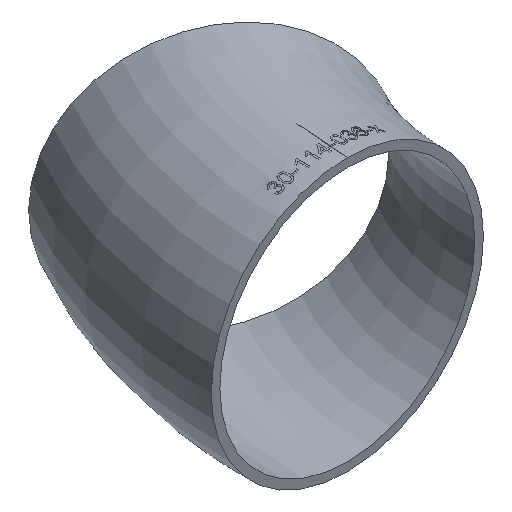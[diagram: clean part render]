
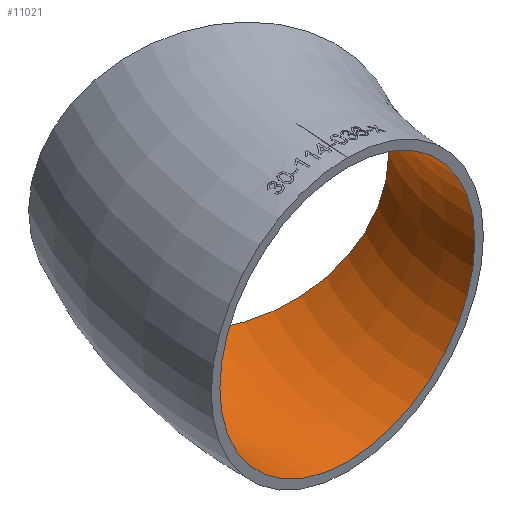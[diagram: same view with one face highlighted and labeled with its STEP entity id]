
A CAD part, isometric view. The second image highlights one B-rep face of the part: STEP entity #11021.
In plain terms, the highlighted toroidal (fillet/blend) face has major radius 152.5 mm and minor radius 53.55 mm.
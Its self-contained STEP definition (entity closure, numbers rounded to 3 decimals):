
#513 = VERTEX_POINT ( 'NONE', #7200 ) ;
#621 = DIRECTION ( 'NONE',  ( -1., 0., 0. ) ) ;
#913 = AXIS2_PLACEMENT_3D ( 'NONE', #8799, #8574, #20134 ) ;
#2158 = VERTEX_POINT ( 'NONE', #5223 ) ;
#4049 = EDGE_CURVE ( 'NONE', #2158, #2158, #11048, .T. ) ;
#5158 = EDGE_CURVE ( 'NONE', #513, #513, #6538, .T. ) ;
#5223 = CARTESIAN_POINT ( 'NONE',  ( -178.445, 103.025, 0. ) ) ;
#5861 = DIRECTION ( 'NONE',  ( 0., 1., 0. ) ) ;
#6538 = CIRCLE ( 'NONE', #11063, 53.55 ) ;
#7089 = FACE_OUTER_BOUND ( 'NONE', #12235, .T. ) ;
#7200 = CARTESIAN_POINT ( 'NONE',  ( -152.5, 0., 53.55 ) ) ;
#7296 = TOROIDAL_SURFACE ( 'NONE', #18434, 152.5, 53.55 ) ;
#8574 = DIRECTION ( 'NONE',  ( 0.5, 0.866, 0. ) ) ;
#8799 = CARTESIAN_POINT ( 'NONE',  ( -132.069, 76.25, 0. ) ) ;
#10889 = CARTESIAN_POINT ( 'NONE',  ( -152.5, 0., 0. ) ) ;
#11021 = ADVANCED_FACE ( 'NONE', ( #7089, #18967 ), #7296, .F. ) ;
#11048 = CIRCLE ( 'NONE', #913, 53.55 ) ;
#11063 = AXIS2_PLACEMENT_3D ( 'NONE', #10889, #5861, #17423 ) ;
#11132 = ORIENTED_EDGE ( 'NONE', *, *, #4049, .T. ) ;
#12235 = EDGE_LOOP ( 'NONE', ( #11132 ) ) ;
#16887 = CARTESIAN_POINT ( 'NONE',  ( 0., 0., 0. ) ) ;
#17423 = DIRECTION ( 'NONE',  ( 0., 0., 1. ) ) ;
#18434 = AXIS2_PLACEMENT_3D ( 'NONE', #16887, #18866, #621 ) ;
#18866 = DIRECTION ( 'NONE',  ( 0., 0., -1. ) ) ;
#18967 = FACE_OUTER_BOUND ( 'NONE', #20437, .T. ) ;
#19660 = ORIENTED_EDGE ( 'NONE', *, *, #5158, .F. ) ;
#20134 = DIRECTION ( 'NONE',  ( -0.866, 0.5, 0. ) ) ;
#20437 = EDGE_LOOP ( 'NONE', ( #19660 ) ) ;
